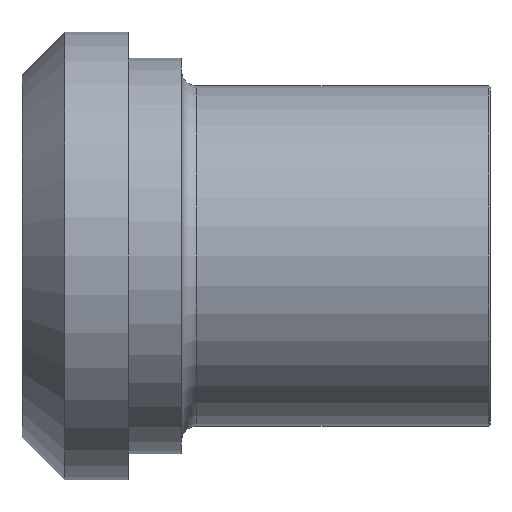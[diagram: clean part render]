
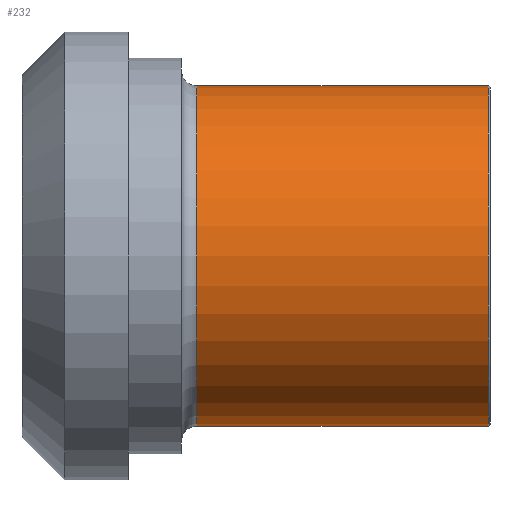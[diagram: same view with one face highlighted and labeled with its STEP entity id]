
A CAD part, front view. The second image highlights one B-rep face of the part: STEP entity #232.
In plain terms, the highlighted cylindrical face has radius 12.7 mm (diameter 25.4 mm), a full revolution.
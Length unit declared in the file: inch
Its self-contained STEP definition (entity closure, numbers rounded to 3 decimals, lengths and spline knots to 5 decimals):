
#24=LINE('',#415,#29);
#29=VECTOR('',#327,0.5);
#34=CYLINDRICAL_SURFACE('',#270,0.5);
#39=FACE_OUTER_BOUND('',#51,.T.);
#51=EDGE_LOOP('',(#165,#166,#167,#168,#169,#170,#171,#172));
#68=CIRCLE('',#266,0.5);
#69=CIRCLE('',#267,0.5);
#70=CIRCLE('',#268,0.5);
#72=CIRCLE('',#271,0.5);
#73=CIRCLE('',#272,0.5);
#74=CIRCLE('',#273,0.5);
#98=VERTEX_POINT('',#401);
#99=VERTEX_POINT('',#403);
#100=VERTEX_POINT('',#405);
#101=VERTEX_POINT('',#410);
#102=VERTEX_POINT('',#411);
#103=VERTEX_POINT('',#413);
#125=EDGE_CURVE('',#98,#99,#68,.T.);
#126=EDGE_CURVE('',#99,#100,#69,.T.);
#127=EDGE_CURVE('',#100,#98,#70,.T.);
#129=EDGE_CURVE('',#101,#102,#72,.T.);
#130=EDGE_CURVE('',#103,#101,#73,.T.);
#131=EDGE_CURVE('',#103,#100,#24,.T.);
#132=EDGE_CURVE('',#102,#103,#74,.T.);
#165=ORIENTED_EDGE('',*,*,#129,.F.);
#166=ORIENTED_EDGE('',*,*,#130,.F.);
#167=ORIENTED_EDGE('',*,*,#131,.T.);
#168=ORIENTED_EDGE('',*,*,#126,.F.);
#169=ORIENTED_EDGE('',*,*,#125,.F.);
#170=ORIENTED_EDGE('',*,*,#127,.F.);
#171=ORIENTED_EDGE('',*,*,#131,.F.);
#172=ORIENTED_EDGE('',*,*,#132,.F.);
#232=ADVANCED_FACE('',(#39),#34,.T.);
#266=AXIS2_PLACEMENT_3D('',#404,#313,#314);
#267=AXIS2_PLACEMENT_3D('',#406,#315,#316);
#268=AXIS2_PLACEMENT_3D('',#407,#317,#318);
#270=AXIS2_PLACEMENT_3D('',#409,#321,#322);
#271=AXIS2_PLACEMENT_3D('',#412,#323,#324);
#272=AXIS2_PLACEMENT_3D('',#414,#325,#326);
#273=AXIS2_PLACEMENT_3D('',#416,#328,#329);
#313=DIRECTION('center_axis',(-1.,0.,0.));
#314=DIRECTION('ref_axis',(0.,-1.,0.));
#315=DIRECTION('center_axis',(-1.,0.,0.));
#316=DIRECTION('ref_axis',(0.,-1.,0.));
#317=DIRECTION('center_axis',(-1.,0.,0.));
#318=DIRECTION('ref_axis',(0.,-1.,0.));
#321=DIRECTION('center_axis',(1.,0.,0.));
#322=DIRECTION('ref_axis',(0.,1.,0.));
#323=DIRECTION('center_axis',(1.,0.,0.));
#324=DIRECTION('ref_axis',(0.,-1.,0.));
#325=DIRECTION('center_axis',(1.,0.,0.));
#326=DIRECTION('ref_axis',(0.,-1.,0.));
#327=DIRECTION('',(-1.,0.,0.));
#328=DIRECTION('center_axis',(1.,0.,0.));
#329=DIRECTION('ref_axis',(0.,-1.,0.));
#401=CARTESIAN_POINT('',(0.5135,0.,0.5));
#403=CARTESIAN_POINT('',(0.5135,0.5,0.));
#404=CARTESIAN_POINT('Origin',(0.5135,0.,0.));
#405=CARTESIAN_POINT('',(0.5135,-0.5,0.));
#406=CARTESIAN_POINT('Origin',(0.5135,0.,0.));
#407=CARTESIAN_POINT('Origin',(0.5135,0.,0.));
#409=CARTESIAN_POINT('Origin',(0.92175,0.,0.));
#410=CARTESIAN_POINT('',(1.37,0.5,0.));
#411=CARTESIAN_POINT('',(1.37,0.,0.5));
#412=CARTESIAN_POINT('Origin',(1.37,0.,0.));
#413=CARTESIAN_POINT('',(1.37,-0.5,0.));
#414=CARTESIAN_POINT('Origin',(1.37,0.,0.));
#415=CARTESIAN_POINT('',(0.92175,-0.5,0.));
#416=CARTESIAN_POINT('Origin',(1.37,0.,0.));
